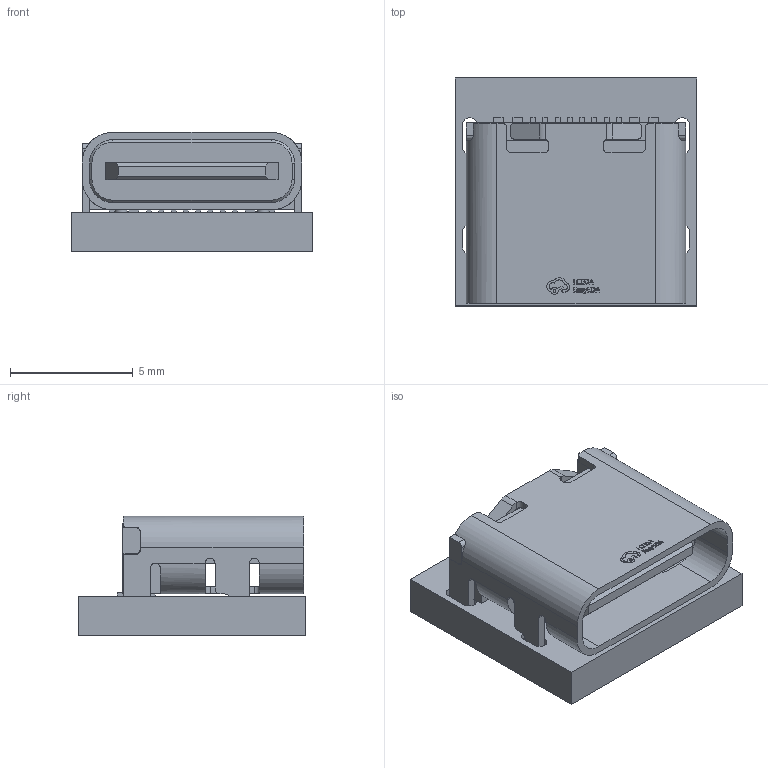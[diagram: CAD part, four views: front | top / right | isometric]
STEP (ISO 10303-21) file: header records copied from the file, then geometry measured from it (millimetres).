
FILE_DESCRIPTION(('Designed by EasyEDA Pro'),'2;1');
FILE_NAME('Open CASCADE Shape Model','2024-06-05T16:39:28',('Author'),( 'Open CASCADE'),'Open CASCADE STEP processor 7.8','Open CASCADE 7.8' ,'Unknown');
FILE_SCHEMA(('AUTOMOTIVE_DESIGN { 1 0 10303 214 1 1 1 1 }'));
Length unit declared in the file: millimetre
Products named in the file (5): PCBModel; Board; wKVw-USB1; USB-C-SMD_TYPE-C-6PIN-2MD-073; COMPOUND
Assembly tree (4 placements, depth 4):
  PCBModel
    Board
    wKVw-USB1
      USB-C-SMD_TYPE-C-6PIN-2MD-073
        COMPOUND
Bounding box: 9.83 x 9.27 x 4.86 mm (x, y, z)
Volume: 255.4 mm3; surface area: 730.3 mm2
Topology: 16 solids, 16 shells, 562 faces, 1555 edges, 1030 vertices
Faces by surface type: plane 356, bspline 112, cylinder 86, cone 8
Full cylindrical faces by diameter (mm): 0.7 x2
Entity records: 23963 total; most frequent: CARTESIAN_POINT 5360, ORIENTED_EDGE 3110, DIRECTION 2395, EDGE_CURVE 1555, LINE 1133, VECTOR 1133, VERTEX_POINT 1030, AXIS2_PLACEMENT_3D 631
